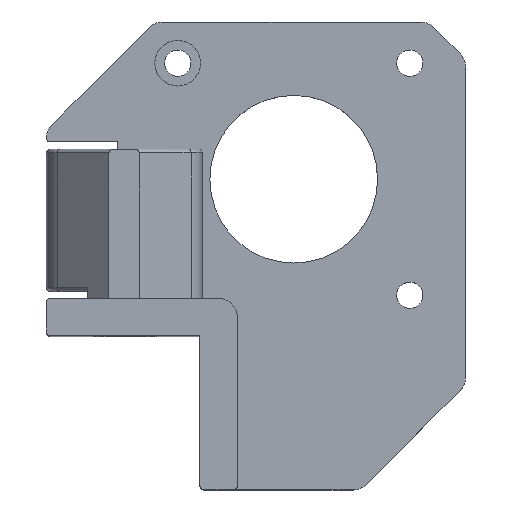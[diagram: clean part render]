
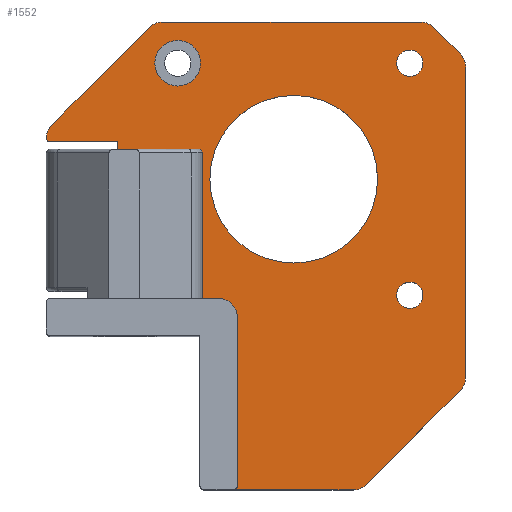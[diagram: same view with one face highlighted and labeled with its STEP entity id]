
A CAD part, top view. The second image highlights one B-rep face of the part: STEP entity #1552.
In plain terms, the highlighted planar face has unit normal (0, 0, 1).
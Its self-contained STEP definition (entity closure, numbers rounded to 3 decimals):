
#32=FACE_BOUND('',#305,.T.);
#33=FACE_BOUND('',#306,.T.);
#34=FACE_BOUND('',#307,.T.);
#35=FACE_BOUND('',#308,.T.);
#63=CIRCLE('',#1657,2.5);
#72=CIRCLE('',#1669,0.5);
#79=CIRCLE('',#1686,0.5);
#80=CIRCLE('',#1687,2.5);
#81=CIRCLE('',#1688,2.5);
#82=CIRCLE('',#1689,2.5);
#83=CIRCLE('',#1690,2.5);
#84=CIRCLE('',#1691,2.5);
#85=CIRCLE('',#1692,2.5);
#86=CIRCLE('',#1693,0.5);
#87=CIRCLE('',#1694,0.5);
#88=CIRCLE('',#1695,1.75);
#89=CIRCLE('',#1696,1.75);
#90=CIRCLE('',#1697,3.05);
#91=CIRCLE('',#1698,11.2);
#211=FACE_OUTER_BOUND('',#304,.T.);
#304=EDGE_LOOP('',(#1174,#1175,#1176,#1177,#1178,#1179,#1180,#1181,#1182,
#1183,#1184,#1185,#1186,#1187,#1188,#1189,#1190,#1191,#1192,#1193,#1194,
#1195,#1196));
#305=EDGE_LOOP('',(#1197));
#306=EDGE_LOOP('',(#1198));
#307=EDGE_LOOP('',(#1199));
#308=EDGE_LOOP('',(#1200));
#421=LINE('',#2432,#554);
#435=LINE('',#2477,#568);
#438=LINE('',#2486,#571);
#446=LINE('',#2508,#579);
#447=LINE('',#2512,#580);
#448=LINE('',#2516,#581);
#449=LINE('',#2520,#582);
#450=LINE('',#2524,#583);
#451=LINE('',#2528,#584);
#452=LINE('',#2532,#585);
#453=LINE('',#2538,#586);
#454=LINE('',#2540,#587);
#554=VECTOR('',#1922,10.);
#568=VECTOR('',#1962,10.);
#571=VECTOR('',#1973,10.);
#579=VECTOR('',#1991,10.);
#580=VECTOR('',#1994,10.);
#581=VECTOR('',#1997,10.);
#582=VECTOR('',#2000,10.);
#583=VECTOR('',#2003,10.);
#584=VECTOR('',#2006,10.);
#585=VECTOR('',#2009,10.);
#586=VECTOR('',#2014,10.);
#587=VECTOR('',#2015,10.);
#684=VERTEX_POINT('',#2410);
#685=VERTEX_POINT('',#2412);
#692=VERTEX_POINT('',#2431);
#705=VERTEX_POINT('',#2458);
#706=VERTEX_POINT('',#2460);
#712=VERTEX_POINT('',#2485);
#721=VERTEX_POINT('',#2507);
#722=VERTEX_POINT('',#2509);
#723=VERTEX_POINT('',#2511);
#724=VERTEX_POINT('',#2513);
#725=VERTEX_POINT('',#2515);
#726=VERTEX_POINT('',#2517);
#727=VERTEX_POINT('',#2519);
#728=VERTEX_POINT('',#2521);
#729=VERTEX_POINT('',#2523);
#730=VERTEX_POINT('',#2525);
#731=VERTEX_POINT('',#2527);
#732=VERTEX_POINT('',#2529);
#733=VERTEX_POINT('',#2531);
#734=VERTEX_POINT('',#2533);
#735=VERTEX_POINT('',#2535);
#736=VERTEX_POINT('',#2537);
#737=VERTEX_POINT('',#2539);
#738=VERTEX_POINT('',#2542);
#739=VERTEX_POINT('',#2544);
#740=VERTEX_POINT('',#2546);
#741=VERTEX_POINT('',#2548);
#845=EDGE_CURVE('',#684,#685,#63,.F.);
#855=EDGE_CURVE('',#685,#692,#421,.T.);
#869=EDGE_CURVE('',#705,#706,#72,.F.);
#878=EDGE_CURVE('',#705,#692,#435,.T.);
#882=EDGE_CURVE('',#712,#706,#438,.T.);
#893=EDGE_CURVE('',#684,#721,#446,.T.);
#894=EDGE_CURVE('',#722,#721,#79,.F.);
#895=EDGE_CURVE('',#722,#723,#447,.T.);
#896=EDGE_CURVE('',#724,#723,#80,.T.);
#897=EDGE_CURVE('',#724,#725,#448,.T.);
#898=EDGE_CURVE('',#726,#725,#81,.T.);
#899=EDGE_CURVE('',#726,#727,#449,.T.);
#900=EDGE_CURVE('',#728,#727,#82,.T.);
#901=EDGE_CURVE('',#729,#728,#450,.T.);
#902=EDGE_CURVE('',#730,#729,#83,.T.);
#903=EDGE_CURVE('',#730,#731,#451,.T.);
#904=EDGE_CURVE('',#732,#731,#84,.T.);
#905=EDGE_CURVE('',#732,#733,#452,.T.);
#906=EDGE_CURVE('',#734,#733,#85,.T.);
#907=EDGE_CURVE('',#735,#734,#86,.T.);
#908=EDGE_CURVE('',#735,#736,#453,.T.);
#909=EDGE_CURVE('',#736,#737,#454,.T.);
#910=EDGE_CURVE('',#712,#737,#87,.F.);
#911=EDGE_CURVE('',#738,#738,#88,.T.);
#912=EDGE_CURVE('',#739,#739,#89,.T.);
#913=EDGE_CURVE('',#740,#740,#90,.T.);
#914=EDGE_CURVE('',#741,#741,#91,.T.);
#1174=ORIENTED_EDGE('',*,*,#878,.T.);
#1175=ORIENTED_EDGE('',*,*,#855,.F.);
#1176=ORIENTED_EDGE('',*,*,#845,.F.);
#1177=ORIENTED_EDGE('',*,*,#893,.T.);
#1178=ORIENTED_EDGE('',*,*,#894,.F.);
#1179=ORIENTED_EDGE('',*,*,#895,.T.);
#1180=ORIENTED_EDGE('',*,*,#896,.F.);
#1181=ORIENTED_EDGE('',*,*,#897,.T.);
#1182=ORIENTED_EDGE('',*,*,#898,.F.);
#1183=ORIENTED_EDGE('',*,*,#899,.T.);
#1184=ORIENTED_EDGE('',*,*,#900,.F.);
#1185=ORIENTED_EDGE('',*,*,#901,.F.);
#1186=ORIENTED_EDGE('',*,*,#902,.F.);
#1187=ORIENTED_EDGE('',*,*,#903,.T.);
#1188=ORIENTED_EDGE('',*,*,#904,.F.);
#1189=ORIENTED_EDGE('',*,*,#905,.T.);
#1190=ORIENTED_EDGE('',*,*,#906,.F.);
#1191=ORIENTED_EDGE('',*,*,#907,.F.);
#1192=ORIENTED_EDGE('',*,*,#908,.T.);
#1193=ORIENTED_EDGE('',*,*,#909,.T.);
#1194=ORIENTED_EDGE('',*,*,#910,.F.);
#1195=ORIENTED_EDGE('',*,*,#882,.T.);
#1196=ORIENTED_EDGE('',*,*,#869,.F.);
#1197=ORIENTED_EDGE('',*,*,#911,.T.);
#1198=ORIENTED_EDGE('',*,*,#912,.T.);
#1199=ORIENTED_EDGE('',*,*,#913,.T.);
#1200=ORIENTED_EDGE('',*,*,#914,.T.);
#1506=PLANE('',#1685);
#1552=ADVANCED_FACE('',(#211,#32,#33,#34,#35),#1506,.T.);
#1657=AXIS2_PLACEMENT_3D('',#2413,#1903,#1904);
#1669=AXIS2_PLACEMENT_3D('',#2461,#1942,#1943);
#1685=AXIS2_PLACEMENT_3D('',#2506,#1989,#1990);
#1686=AXIS2_PLACEMENT_3D('',#2510,#1992,#1993);
#1687=AXIS2_PLACEMENT_3D('',#2514,#1995,#1996);
#1688=AXIS2_PLACEMENT_3D('',#2518,#1998,#1999);
#1689=AXIS2_PLACEMENT_3D('',#2522,#2001,#2002);
#1690=AXIS2_PLACEMENT_3D('',#2526,#2004,#2005);
#1691=AXIS2_PLACEMENT_3D('',#2530,#2007,#2008);
#1692=AXIS2_PLACEMENT_3D('',#2534,#2010,#2011);
#1693=AXIS2_PLACEMENT_3D('',#2536,#2012,#2013);
#1694=AXIS2_PLACEMENT_3D('',#2541,#2016,#2017);
#1695=AXIS2_PLACEMENT_3D('',#2543,#2018,#2019);
#1696=AXIS2_PLACEMENT_3D('',#2545,#2020,#2021);
#1697=AXIS2_PLACEMENT_3D('',#2547,#2022,#2023);
#1698=AXIS2_PLACEMENT_3D('',#2549,#2024,#2025);
#1903=DIRECTION('center_axis',(0.,0.,-1.));
#1904=DIRECTION('ref_axis',(0.707,0.707,0.));
#1922=DIRECTION('',(-1.,0.,0.));
#1942=DIRECTION('center_axis',(0.,0.,-1.));
#1943=DIRECTION('ref_axis',(0.707,0.707,0.));
#1962=DIRECTION('',(0.,-1.,0.));
#1973=DIRECTION('',(1.,0.,0.));
#1989=DIRECTION('center_axis',(0.,0.,1.));
#1990=DIRECTION('ref_axis',(1.,0.,0.));
#1991=DIRECTION('',(0.,-1.,0.));
#1992=DIRECTION('center_axis',(0.,0.,-1.));
#1993=DIRECTION('ref_axis',(0.707,-0.707,0.));
#1994=DIRECTION('',(1.,0.,0.));
#1995=DIRECTION('center_axis',(0.,0.,-1.));
#1996=DIRECTION('ref_axis',(0.383,-0.924,0.));
#1997=DIRECTION('',(0.707,0.707,0.));
#1998=DIRECTION('center_axis',(0.,0.,-1.));
#1999=DIRECTION('ref_axis',(0.924,-0.383,0.));
#2000=DIRECTION('',(0.,1.,0.));
#2001=DIRECTION('center_axis',(0.,0.,-1.));
#2002=DIRECTION('ref_axis',(0.924,0.383,0.));
#2003=DIRECTION('',(0.707,-0.707,0.));
#2004=DIRECTION('center_axis',(0.,0.,-1.));
#2005=DIRECTION('ref_axis',(0.383,0.924,0.));
#2006=DIRECTION('',(-1.,0.,0.));
#2007=DIRECTION('center_axis',(0.,0.,-1.));
#2008=DIRECTION('ref_axis',(-0.383,0.924,0.));
#2009=DIRECTION('',(-0.707,-0.707,0.));
#2010=DIRECTION('center_axis',(0.,0.,-1.));
#2011=DIRECTION('ref_axis',(-0.924,0.383,0.));
#2012=DIRECTION('center_axis',(0.,0.,-1.));
#2013=DIRECTION('ref_axis',(0.,1.,0.));
#2014=DIRECTION('',(1.,0.,0.));
#2015=DIRECTION('',(0.,-1.,0.));
#2016=DIRECTION('center_axis',(0.,0.,-1.));
#2017=DIRECTION('ref_axis',(-0.707,0.707,0.));
#2018=DIRECTION('center_axis',(0.,0.,-1.));
#2019=DIRECTION('ref_axis',(-1.,0.,0.));
#2020=DIRECTION('center_axis',(0.,0.,-1.));
#2021=DIRECTION('ref_axis',(-1.,0.,0.));
#2022=DIRECTION('center_axis',(0.,0.,-1.));
#2023=DIRECTION('ref_axis',(-1.,0.,0.));
#2024=DIRECTION('center_axis',(0.,0.,-1.));
#2025=DIRECTION('ref_axis',(-1.,0.,0.));
#2410=CARTESIAN_POINT('',(-9.5,-18.5,5.));
#2412=CARTESIAN_POINT('',(-12.,-16.,5.));
#2413=CARTESIAN_POINT('Origin',(-12.,-18.5,5.));
#2431=CARTESIAN_POINT('',(-14.2,-16.,5.));
#2432=CARTESIAN_POINT('',(-3.443,-16.,5.));
#2458=CARTESIAN_POINT('',(-14.2,3.5,5.));
#2460=CARTESIAN_POINT('',(-14.7,4.,5.));
#2461=CARTESIAN_POINT('Origin',(-14.7,3.5,5.));
#2477=CARTESIAN_POINT('',(-14.2,-12.841,5.));
#2485=CARTESIAN_POINT('',(-25.,4.,5.));
#2486=CARTESIAN_POINT('',(-13.667,4.,5.));
#2506=CARTESIAN_POINT('Origin',(-4.386,-9.683,5.));
#2507=CARTESIAN_POINT('',(-9.5,-41.,5.));
#2508=CARTESIAN_POINT('',(-9.5,-29.091,5.));
#2509=CARTESIAN_POINT('',(-10.,-41.5,5.));
#2510=CARTESIAN_POINT('Origin',(-10.,-41.,5.));
#2511=CARTESIAN_POINT('',(5.964,-41.5,5.));
#2512=CARTESIAN_POINT('',(-5.943,-41.5,5.));
#2513=CARTESIAN_POINT('',(7.732,-40.768,5.));
#2514=CARTESIAN_POINT('Origin',(5.964,-39.,5.));
#2515=CARTESIAN_POINT('',(20.268,-28.232,5.));
#2516=CARTESIAN_POINT('',(21.,-27.5,5.));
#2517=CARTESIAN_POINT('',(21.,-26.464,5.));
#2518=CARTESIAN_POINT('Origin',(18.5,-26.464,5.));
#2519=CARTESIAN_POINT('',(21.,14.964,5.));
#2520=CARTESIAN_POINT('',(21.,21.,5.));
#2521=CARTESIAN_POINT('',(20.268,16.732,5.));
#2522=CARTESIAN_POINT('Origin',(18.5,14.964,5.));
#2523=CARTESIAN_POINT('',(16.732,20.268,5.));
#2524=CARTESIAN_POINT('',(19.824,17.176,5.));
#2525=CARTESIAN_POINT('',(14.964,21.,5.));
#2526=CARTESIAN_POINT('Origin',(14.964,18.5,5.));
#2527=CARTESIAN_POINT('',(-19.464,21.,5.));
#2528=CARTESIAN_POINT('',(-20.5,21.,5.));
#2529=CARTESIAN_POINT('',(-21.232,20.268,5.));
#2530=CARTESIAN_POINT('Origin',(-19.464,18.5,5.));
#2531=CARTESIAN_POINT('',(-34.268,7.232,5.));
#2532=CARTESIAN_POINT('',(-35.,6.5,5.));
#2533=CARTESIAN_POINT('',(-35.,5.509,5.));
#2534=CARTESIAN_POINT('Origin',(-32.5,5.464,5.));
#2535=CARTESIAN_POINT('',(-34.5,5.,5.));
#2536=CARTESIAN_POINT('Origin',(-34.5,5.5,5.));
#2537=CARTESIAN_POINT('',(-25.5,5.,5.));
#2538=CARTESIAN_POINT('',(-14.943,5.,5.));
#2539=CARTESIAN_POINT('',(-25.5,3.5,5.));
#2540=CARTESIAN_POINT('',(-25.5,-12.841,5.));
#2541=CARTESIAN_POINT('Origin',(-25.,3.5,5.));
#2542=CARTESIAN_POINT('',(15.292,-15.5,5.));
#2543=CARTESIAN_POINT('Origin',(13.542,-15.5,5.));
#2544=CARTESIAN_POINT('',(15.292,15.5,5.));
#2545=CARTESIAN_POINT('Origin',(13.542,15.5,5.));
#2546=CARTESIAN_POINT('',(-14.408,15.5,5.));
#2547=CARTESIAN_POINT('Origin',(-17.458,15.5,5.));
#2548=CARTESIAN_POINT('',(9.242,0.,5.));
#2549=CARTESIAN_POINT('Origin',(-1.958,0.,5.));
